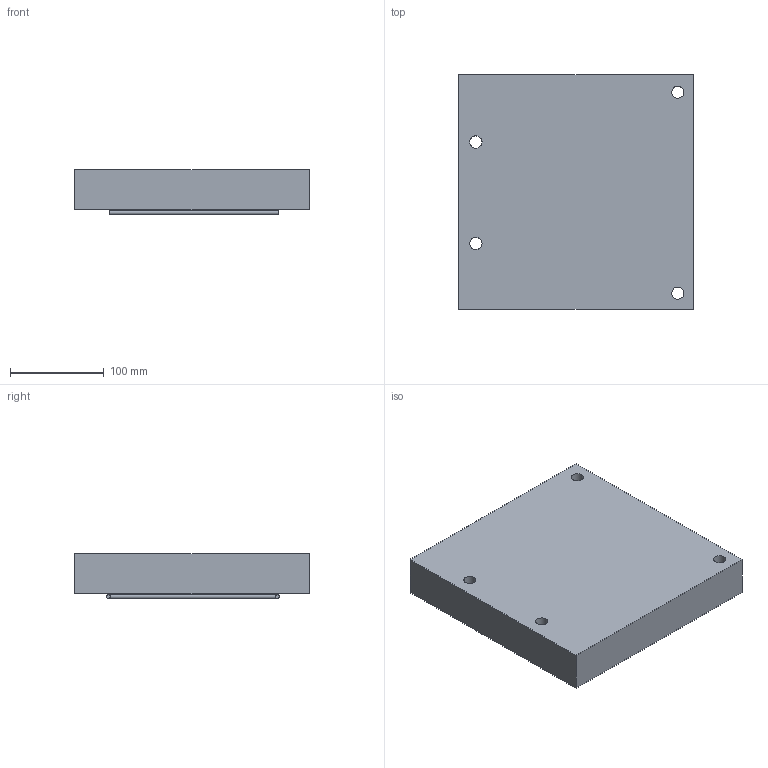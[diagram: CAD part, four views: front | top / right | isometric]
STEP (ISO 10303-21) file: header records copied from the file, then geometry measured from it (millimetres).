
FILE_DESCRIPTION(('FreeCAD Model'),'2;1');
FILE_NAME('85_D_Hat_Prop_2_Haut.step','2021-03-17T09:49:42',('Author'),(''), 'Open CASCADE STEP processor 7.3','FreeCAD','Unknown');
FILE_SCHEMA(('AUTOMOTIVE_DESIGN { 1 0 10303 214 1 1 1 1 }'));
Length unit declared in the file: millimetre
Products named in the file (1): 85_D_Hat_Prop_2_Haut
Bounding box: 250 x 250 x 47.8 mm (x, y, z)
Volume: 1942571.7 mm3; surface area: 200391.1 mm2
Topology: 2 solids, 2 shells, 26 faces, 68 edges, 45 vertices
Faces by surface type: plane 13, cylinder 13
Full cylindrical faces by diameter (mm): 4 x4, 13 x4, 165 x1
Entity records: 2099 total; most frequent: CARTESIAN_POINT 574, DIRECTION 239, ORIENTED_EDGE 136, PCURVE 136, DEFINITIONAL_REPRESENTATION 136, LINE 93, VECTOR 93, EDGE_CURVE 68
